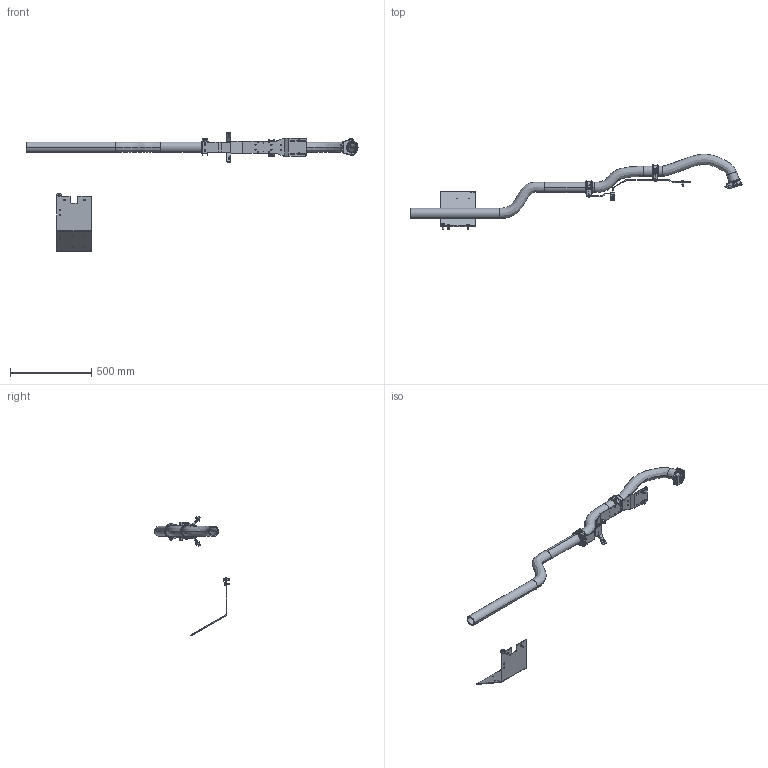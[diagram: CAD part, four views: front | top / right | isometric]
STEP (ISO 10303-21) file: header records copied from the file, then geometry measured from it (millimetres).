
FILE_DESCRIPTION (( 'STEP AP214' ), '1' );
FILE_NAME ('P2602.STEP', '2025-05-16T12:25:10', ( '' ), ( '' ), 'SwSTEP 2.0', 'SolidWorks 2024', '' );
FILE_SCHEMA (( 'AUTOMOTIVE_DESIGN' ));
Length unit declared in the file: millimetre
Products named in the file (1): P2602
Bounding box: 2048.92 x 467.36 x 736.31 mm (x, y, z)
Surface area: 1353747.2 mm2 (no closed solid volume)
Topology: 0 solids, 39 shells, 4283 faces, 11406 edges, 7383 vertices
Faces by surface type: plane 1818, bspline 1248, cylinder 970, cone 173, torus 50, sphere 24
Entity records: 225996 total; most frequent: CARTESIAN_POINT 127848, ORIENTED_EDGE 22542, DIRECTION 16939, EDGE_CURVE 11286, VERTEX_POINT 7359, AXIS2_PLACEMENT_3D 5763, VECTOR 5413, LINE 5413
